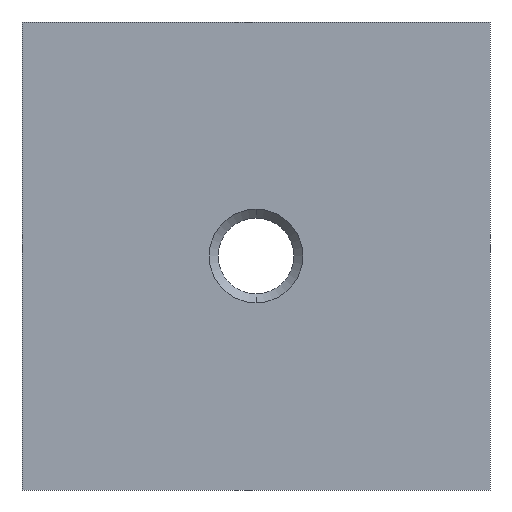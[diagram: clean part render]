
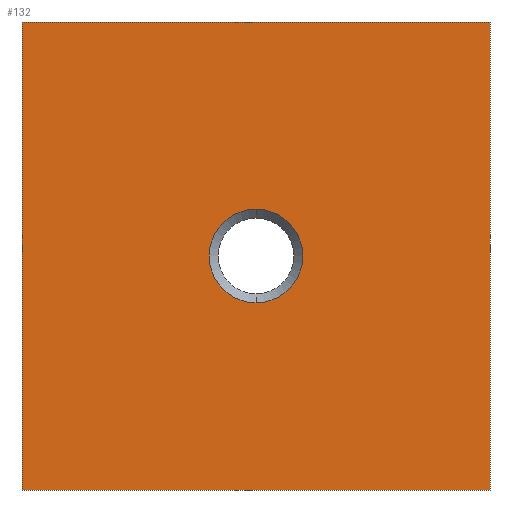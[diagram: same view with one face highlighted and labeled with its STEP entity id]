
A CAD part, front view. The second image highlights one B-rep face of the part: STEP entity #132.
In plain terms, the highlighted planar face has unit normal (0, -1, 0).
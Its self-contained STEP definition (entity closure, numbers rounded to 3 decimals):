
#1 = DIRECTION ( 'NONE',  ( 0., 0., 1. ) ) ;
#12 = ORIENTED_EDGE ( 'NONE', *, *, #106, .F. ) ;
#15 = EDGE_LOOP ( 'NONE', ( #107, #58 ) ) ;
#23 = EDGE_CURVE ( 'NONE', #287, #142, #327, .T. ) ;
#25 = CARTESIAN_POINT ( 'NONE',  ( -10., -4., -10. ) ) ;
#30 = EDGE_CURVE ( 'NONE', #142, #148, #251, .T. ) ;
#48 = FACE_OUTER_BOUND ( 'NONE', #115, .T. ) ;
#49 = DIRECTION ( 'NONE',  ( 0., 0., 1. ) ) ;
#53 = EDGE_CURVE ( 'NONE', #290, #163, #295, .T. ) ;
#58 = ORIENTED_EDGE ( 'NONE', *, *, #53, .T. ) ;
#67 = CARTESIAN_POINT ( 'NONE',  ( 10., -4., -10. ) ) ;
#68 = VECTOR ( 'NONE', #85, 1000. ) ;
#73 = CARTESIAN_POINT ( 'NONE',  ( 0., -4., 2. ) ) ;
#75 = DIRECTION ( 'NONE',  ( 0., 0., 1. ) ) ;
#85 = DIRECTION ( 'NONE',  ( -1., 0., 0. ) ) ;
#87 = CARTESIAN_POINT ( 'NONE',  ( -10., -4., -10. ) ) ;
#88 = FACE_BOUND ( 'NONE', #15, .T. ) ;
#106 = EDGE_CURVE ( 'NONE', #148, #140, #352, .T. ) ;
#107 = ORIENTED_EDGE ( 'NONE', *, *, #326, .T. ) ;
#109 = VECTOR ( 'NONE', #75, 1000. ) ;
#111 = ORIENTED_EDGE ( 'NONE', *, *, #30, .F. ) ;
#115 = EDGE_LOOP ( 'NONE', ( #227, #12, #111, #169 ) ) ;
#132 = ADVANCED_FACE ( 'PLANAR_1', ( #48, #88 ), #144, .F. ) ;
#140 = VERTEX_POINT ( 'NONE', #204 ) ;
#142 = VERTEX_POINT ( 'NONE', #291 ) ;
#144 = PLANE ( 'NONE',  #353 ) ;
#148 = VERTEX_POINT ( 'NONE', #236 ) ;
#160 = CARTESIAN_POINT ( 'NONE',  ( -10., -4., 10. ) ) ;
#163 = VERTEX_POINT ( 'NONE', #206 ) ;
#169 = ORIENTED_EDGE ( 'NONE', *, *, #23, .F. ) ;
#191 = CARTESIAN_POINT ( 'NONE',  ( 0., -4., 0. ) ) ;
#204 = CARTESIAN_POINT ( 'NONE',  ( 10., -4., -10. ) ) ;
#206 = CARTESIAN_POINT ( 'NONE',  ( 0., -4., -2. ) ) ;
#211 = EDGE_CURVE ( 'NONE', #140, #287, #320, .T. ) ;
#219 = DIRECTION ( 'NONE',  ( 0., 1., 0. ) ) ;
#223 = AXIS2_PLACEMENT_3D ( 'NONE', #191, #304, #49 ) ;
#227 = ORIENTED_EDGE ( 'NONE', *, *, #211, .F. ) ;
#236 = CARTESIAN_POINT ( 'NONE',  ( 10., -4., 10. ) ) ;
#251 = LINE ( 'NONE', #160, #331 ) ;
#257 = DIRECTION ( 'NONE',  ( 0., 0., 1. ) ) ;
#261 = DIRECTION ( 'NONE',  ( 0., 0., -1. ) ) ;
#277 = VECTOR ( 'NONE', #261, 1000. ) ;
#283 = CARTESIAN_POINT ( 'NONE',  ( 0., -4., 0. ) ) ;
#287 = VERTEX_POINT ( 'NONE', #356 ) ;
#290 = VERTEX_POINT ( 'NONE', #73 ) ;
#291 = CARTESIAN_POINT ( 'NONE',  ( -10., -4., 10. ) ) ;
#295 = CIRCLE ( 'NONE', #314, 2. ) ;
#298 = CARTESIAN_POINT ( 'NONE',  ( 10., -4., 10. ) ) ;
#304 = DIRECTION ( 'NONE',  ( 0., 1., 0. ) ) ;
#307 = DIRECTION ( 'NONE',  ( 1., 0., 0. ) ) ;
#308 = CIRCLE ( 'NONE', #223, 2. ) ;
#314 = AXIS2_PLACEMENT_3D ( 'NONE', #283, #219, #1 ) ;
#320 = LINE ( 'NONE', #67, #68 ) ;
#322 = DIRECTION ( 'NONE',  ( 0., 1., 0. ) ) ;
#326 = EDGE_CURVE ( 'NONE', #163, #290, #308, .T. ) ;
#327 = LINE ( 'NONE', #25, #109 ) ;
#331 = VECTOR ( 'NONE', #307, 1000. ) ;
#352 = LINE ( 'NONE', #298, #277 ) ;
#353 = AXIS2_PLACEMENT_3D ( 'NONE', #87, #322, #257 ) ;
#356 = CARTESIAN_POINT ( 'NONE',  ( -10., -4., -10. ) ) ;
